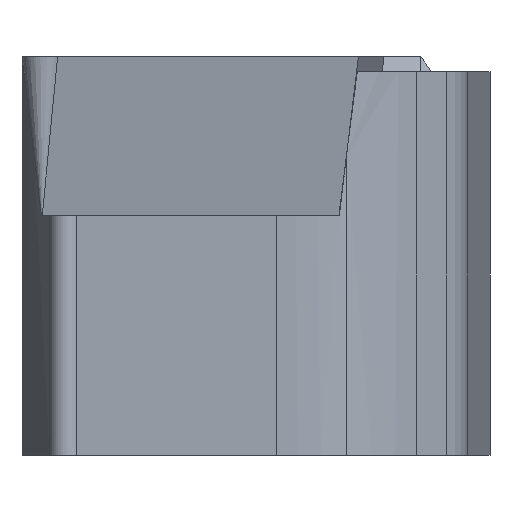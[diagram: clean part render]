
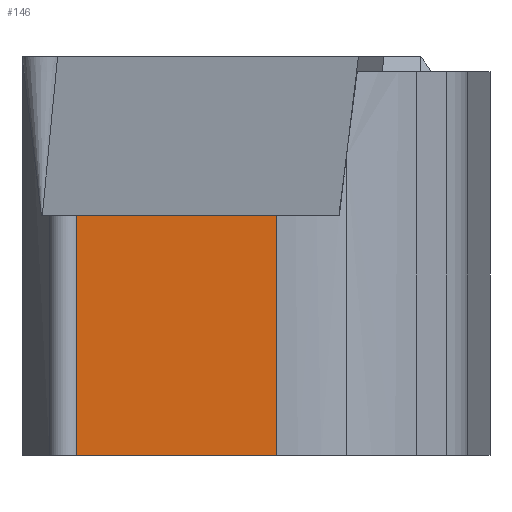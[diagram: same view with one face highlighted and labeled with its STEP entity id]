
A CAD part, left-side view. The second image highlights one B-rep face of the part: STEP entity #146.
In plain terms, the highlighted planar face has unit normal (-0.616, -0.788, 0).
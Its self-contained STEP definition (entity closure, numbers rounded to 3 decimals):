
#146=ADVANCED_FACE('',(#199),#172,.F.);
#172=PLANE('',#678);
#199=FACE_OUTER_BOUND('',#230,.T.);
#230=EDGE_LOOP('',(#313,#314,#315,#316));
#313=ORIENTED_EDGE('',*,*,#501,.F.);
#314=ORIENTED_EDGE('',*,*,#500,.F.);
#315=ORIENTED_EDGE('',*,*,#502,.F.);
#316=ORIENTED_EDGE('',*,*,#503,.T.);
#437=VERTEX_POINT('',#955);
#438=VERTEX_POINT('',#957);
#439=VERTEX_POINT('',#961);
#440=VERTEX_POINT('',#963);
#500=EDGE_CURVE('',#438,#437,#564,.T.);
#501=EDGE_CURVE('',#437,#439,#565,.T.);
#502=EDGE_CURVE('',#440,#438,#566,.T.);
#503=EDGE_CURVE('',#440,#439,#567,.T.);
#564=LINE('',#958,#620);
#565=LINE('',#960,#621);
#566=LINE('',#962,#622);
#567=LINE('',#964,#623);
#620=VECTOR('',#787,1.);
#621=VECTOR('',#790,1.);
#622=VECTOR('',#791,1.);
#623=VECTOR('',#792,1.);
#678=AXIS2_PLACEMENT_3D('',#965,#793,#794);
#787=DIRECTION('',(0.,0.,1.));
#790=DIRECTION('',(0.788,-0.616,0.));
#791=DIRECTION('',(-0.788,0.616,0.));
#792=DIRECTION('',(0.,0.,1.));
#793=DIRECTION('',(0.616,0.788,0.));
#794=DIRECTION('',(0.788,-0.616,0.));
#955=CARTESIAN_POINT('',(1.427,6.913,-3.18));
#957=CARTESIAN_POINT('',(1.427,6.913,-8.));
#958=CARTESIAN_POINT('',(1.427,6.913,-15.));
#960=CARTESIAN_POINT('',(1.427,6.913,-3.18));
#961=CARTESIAN_POINT('',(6.566,2.898,-3.18));
#962=CARTESIAN_POINT('',(1.427,6.913,-8.));
#963=CARTESIAN_POINT('',(6.566,2.898,-8.));
#964=CARTESIAN_POINT('',(6.566,2.898,-15.));
#965=CARTESIAN_POINT('',(1.427,6.913,-15.));
